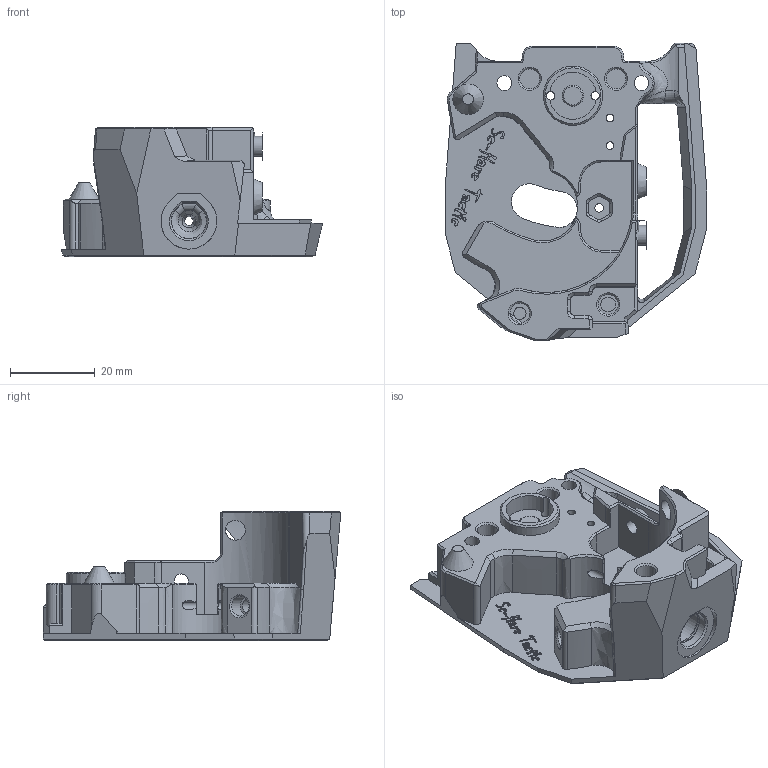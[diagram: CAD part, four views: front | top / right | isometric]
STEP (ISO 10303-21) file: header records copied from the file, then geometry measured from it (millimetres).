
FILE_DESCRIPTION(/* description */ (''),/* implementation_level */ '2;1');
FILE_NAME(/* name */ 'front_body_ecas_coupler_twinsor IG.step',/* time_stamp */ '2024-04-29T11:40:04+01:00',/* author */ (''),/* organization */ (''),/* preprocessor_version */ 'ST-DEVELOPER v20',/* originating_system */ 'Autodesk Translation Framework v12.20.1.177',/* authorisation */ '');
FILE_SCHEMA (('AUTOMOTIVE_DESIGN { 1 0 10303 214 3 1 1 }'));
Products named in the file (1): front_body_ecas_coupler_twinsor
Bounding box: 61.78 x 70.3 x 30.6 mm (x, y, z)
Volume: 31174.7 mm3; surface area: 16916.9 mm2
Topology: 1 solids, 1 shells, 2100 faces, 5967 edges, 3913 vertices
Faces by surface type: plane 1621, bspline 299, cylinder 108, cone 63, torus 5, sphere 4
Full cylindrical faces by diameter (mm): 1.8 x4, 2 x3, 2.9 x1, 3.3 x1, 3.5 x3, 3.6 x1, 4 x2, 4.7 x9, 5 x1, 6 x2, 14 x1
Entity records: 71073 total; most frequent: CARTESIAN_POINT 18251, ORIENTED_EDGE 11928, DIRECTION 9303, EDGE_CURVE 5964, LINE 4979, VECTOR 4979, VERTEX_POINT 3913, EDGE_LOOP 2181
